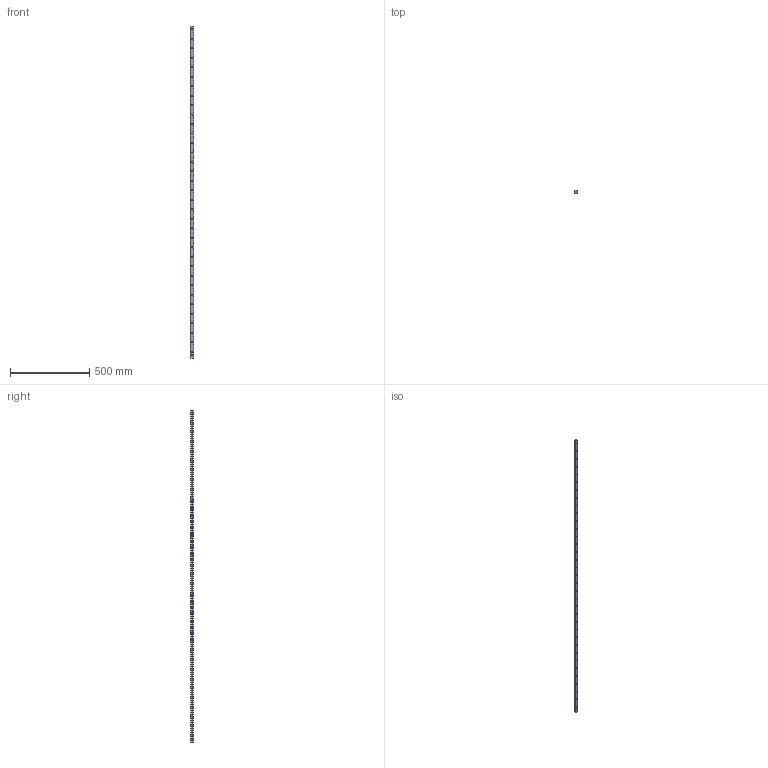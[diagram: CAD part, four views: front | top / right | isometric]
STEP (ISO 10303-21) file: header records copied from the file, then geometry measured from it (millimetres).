
FILE_DESCRIPTION (( 'STEP AP214' ), '1' );
FILE_NAME ('HGR20R LINEAR GUIDE RAIL, CONFIGURABLE, 2100 mm.STEP', '2019-03-07T08:56:36', ( '' ), ( '' ), 'SwSTEP 2.0', 'SolidWorks 2018', '' );
FILE_SCHEMA (( 'AUTOMOTIVE_DESIGN' ));
Length unit declared in the file: millimetre
Products named in the file (2): HGR20R LINEAR GUIDE RAIL, CONFIGURABLE, 2100 mm
Bounding box: 20 x 17.5 x 2100 mm (x, y, z)
Volume: 597490 mm3; surface area: 174570.3 mm2
Topology: 1 solids, 1 shells, 224 faces, 558 edges, 372 vertices
Faces by surface type: cylinder 166, plane 58
Entity records: 7047 total; most frequent: DIRECTION 1342, CARTESIAN_POINT 1156, ORIENTED_EDGE 1116, EDGE_CURVE 558, AXIS2_PLACEMENT_3D 558, VERTEX_POINT 372, CIRCLE 332, EDGE_LOOP 332
